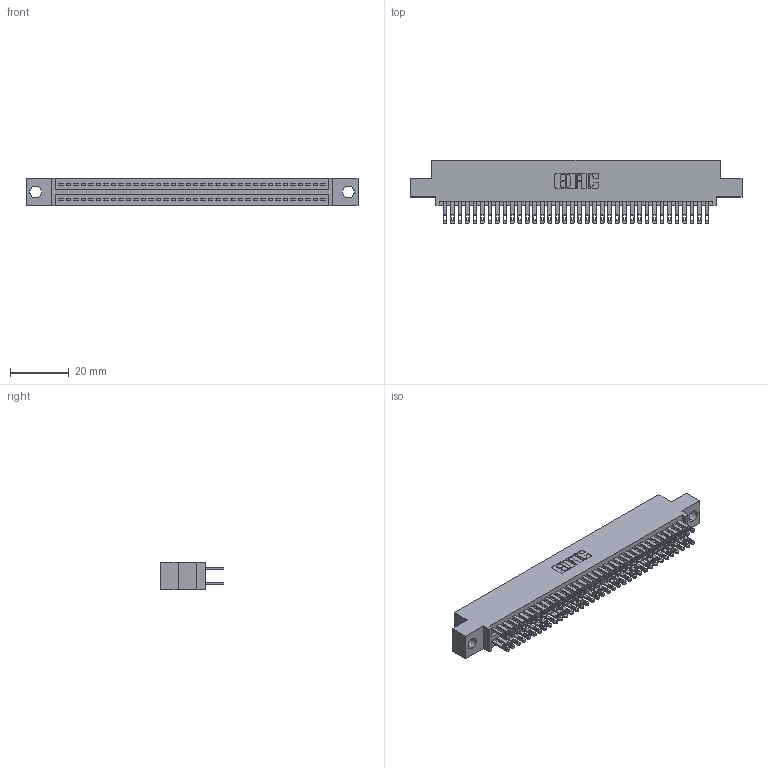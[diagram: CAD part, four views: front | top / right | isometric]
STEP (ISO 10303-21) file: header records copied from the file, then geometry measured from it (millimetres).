
FILE_DESCRIPTION (( 'STEP AP203' ), '1' );
FILE_NAME ('345-072-500-504.STEP', '2018-10-01T17:39:41', ( '' ), ( '' ), 'SwSTEP 2.0', 'SolidWorks 2016', '' );
FILE_SCHEMA (( 'CONFIG_CONTROL_DESIGN' ));
Length unit declared in the file: inch
Products named in the file (3): 345-072-500-504; 345 Part_0.110 Offset - 0.156 Dia-TH; 345-292-001_345-293-100
Assembly tree (73 placements, depth 2):
  345-072-500-504
    345 Part_0.110 Offset - 0.156 Dia-TH
    345-292-001_345-293-100  x72
Bounding box: 112.65 x 21.51 x 9.4 mm (x, y, z)
Volume: 10945.9 mm3; surface area: 16706.1 mm2
Topology: 73 solids, 73 shells, 3442 faces, 10505 edges, 7002 vertices
Faces by surface type: plane 2028, cylinder 1414
Entity records: 29119 total; most frequent: CARTESIAN_POINT 4888, ORIENTED_EDGE 4822, DIRECTION 4319, EDGE_CURVE 2411, LINE 2131, VECTOR 2131, VERTEX_POINT 1606, AXIS2_PLACEMENT_3D 1094
